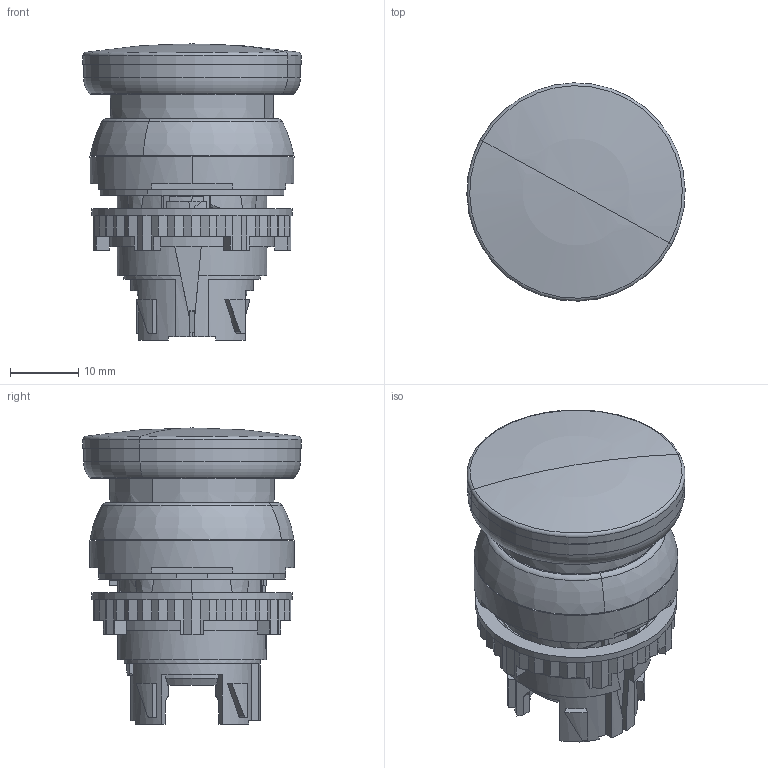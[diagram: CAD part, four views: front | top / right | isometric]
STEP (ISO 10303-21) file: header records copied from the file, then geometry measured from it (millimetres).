
FILE_DESCRIPTION(('CATIA V5 STEP Exchange'),'2;1');
FILE_NAME('L21AL20.stp','2012-07-24T14:04:41+00:00',('none'),('none'),'CATIA Version 5 Release 19 SP 9 (IN-10)','CATIA V5 STEP AP214','none');
FILE_SCHEMA(('AUTOMOTIVE_DESIGN { 1 0 10303 214 1 1 1 1 }'));
Length unit declared in the file: millimetre
Products named in the file (8): L21AL20; 074224001; 056017000; 032160000; 034366010; 056018000; 051903000essai; 075091000
Assembly tree (7 placements, depth 2):
  L21AL20
    074224001
    056017000
    032160000
    034366010
    056018000
    051903000essai
    075091000
Bounding box: 31.99 x 31.99 x 43.4 mm (x, y, z)
Volume: 12067.9 mm3; surface area: 16819.8 mm2
Topology: 6 solids, 6 shells, 771 faces, 2162 edges, 1399 vertices
Faces by surface type: plane 441, cylinder 174, cone 68, torus 48, bspline 16, extrusion 12, sphere 12
Entity records: 28027 total; most frequent: CARTESIAN_POINT 5772, ORIENTED_EDGE 4308, DIRECTION 2881, EDGE_CURVE 2154, VERTEX_POINT 1399, AXIS2_PLACEMENT_3D 1207, VECTOR 1176, LINE 1164
